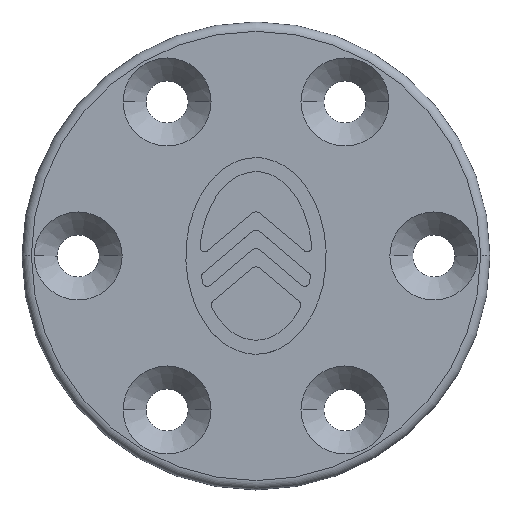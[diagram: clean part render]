
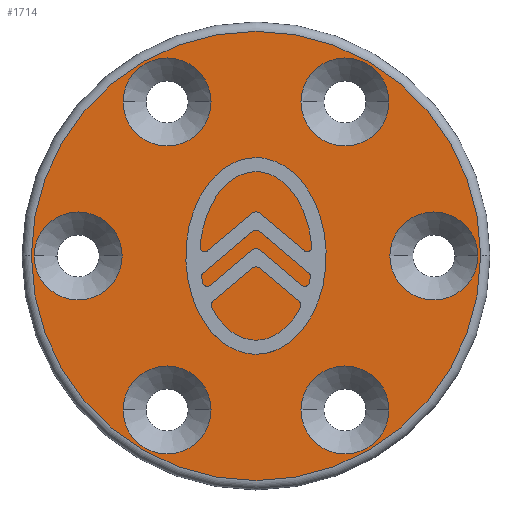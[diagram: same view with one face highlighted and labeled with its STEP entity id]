
A CAD part, top view. The second image highlights one B-rep face of the part: STEP entity #1714.
In plain terms, the highlighted planar face has unit normal (0, 0, 1).
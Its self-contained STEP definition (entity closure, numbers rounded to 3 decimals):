
#3 = FACE_BOUND ( 'NONE', #1387, .T. ) ;
#7 = AXIS2_PLACEMENT_3D ( 'NONE', #1076, #905, #435 ) ;
#18 = DIRECTION ( 'NONE',  ( 0., 0., 1. ) ) ;
#38 = DIRECTION ( 'NONE',  ( 1., 0., 0. ) ) ;
#42 = EDGE_CURVE ( 'NONE', #629, #1866, #1207, .T. ) ;
#62 = ORIENTED_EDGE ( 'NONE', *, *, #880, .T. ) ;
#83 = EDGE_CURVE ( 'NONE', #320, #729, #1025, .T. ) ;
#89 = EDGE_LOOP ( 'NONE', ( #1281, #1521 ) ) ;
#91 = CIRCLE ( 'NONE', #7, 4.7 ) ;
#115 = DIRECTION ( 'NONE',  ( 0., 0., 1. ) ) ;
#131 = VERTEX_POINT ( 'NONE', #288 ) ;
#135 = PLANE ( 'NONE',  #1193 ) ;
#138 = CIRCLE ( 'NONE', #901, 24. ) ;
#171 = CARTESIAN_POINT ( 'NONE',  ( -23.7, 0., 3. ) ) ;
#175 = CIRCLE ( 'NONE', #748, 4.7 ) ;
#177 = CARTESIAN_POINT ( 'NONE',  ( 4.8, 16.454, 3. ) ) ;
#180 = CARTESIAN_POINT ( 'NONE',  ( 14.3, 0., 3. ) ) ;
#184 = CARTESIAN_POINT ( 'NONE',  ( -19., 0., 3. ) ) ;
#194 = ORIENTED_EDGE ( 'NONE', *, *, #1502, .T. ) ;
#205 = AXIS2_PLACEMENT_3D ( 'NONE', #1751, #1004, #1744 ) ;
#214 = DIRECTION ( 'NONE',  ( 0., 0., 1. ) ) ;
#238 = EDGE_CURVE ( 'NONE', #422, #1685, #791, .T. ) ;
#261 = AXIS2_PLACEMENT_3D ( 'NONE', #449, #448, #442 ) ;
#265 = EDGE_LOOP ( 'NONE', ( #1237, #918 ) ) ;
#281 = AXIS2_PLACEMENT_3D ( 'NONE', #1643, #725, #1493 ) ;
#287 = AXIS2_PLACEMENT_3D ( 'NONE', #1000, #1172, #1909 ) ;
#288 = CARTESIAN_POINT ( 'NONE',  ( -24., 0., 3. ) ) ;
#312 = DIRECTION ( 'NONE',  ( 0., 0., 1. ) ) ;
#320 = VERTEX_POINT ( 'NONE', #804 ) ;
#357 = ORIENTED_EDGE ( 'NONE', *, *, #83, .F. ) ;
#383 = EDGE_CURVE ( 'NONE', #978, #1627, #175, .T. ) ;
#397 = AXIS2_PLACEMENT_3D ( 'NONE', #1187, #214, #38 ) ;
#409 = AXIS2_PLACEMENT_3D ( 'NONE', #184, #18, #1132 ) ;
#417 = ORIENTED_EDGE ( 'NONE', *, *, #555, .F. ) ;
#422 = VERTEX_POINT ( 'NONE', #180 ) ;
#435 = DIRECTION ( 'NONE',  ( 1., 0., 0. ) ) ;
#442 = DIRECTION ( 'NONE',  ( 1., 0., 0. ) ) ;
#444 = FACE_BOUND ( 'NONE', #1758, .T. ) ;
#448 = DIRECTION ( 'NONE',  ( 0., 0., 1. ) ) ;
#449 = CARTESIAN_POINT ( 'NONE',  ( -9.5, 16.454, 3. ) ) ;
#479 = DIRECTION ( 'NONE',  ( 1., 0., 0. ) ) ;
#483 = CARTESIAN_POINT ( 'NONE',  ( 23.7, 0., 3. ) ) ;
#489 = CARTESIAN_POINT ( 'NONE',  ( -9.5, -16.454, 3. ) ) ;
#493 = EDGE_CURVE ( 'NONE', #1338, #1583, #1661, .T. ) ;
#538 = EDGE_CURVE ( 'NONE', #729, #320, #1682, .T. ) ;
#548 = FACE_BOUND ( 'NONE', #89, .T. ) ;
#555 = EDGE_CURVE ( 'NONE', #1866, #629, #1637, .T. ) ;
#572 = CARTESIAN_POINT ( 'NONE',  ( -4.8, -16.454, 3. ) ) ;
#577 = DIRECTION ( 'NONE',  ( 1., 0., 0. ) ) ;
#580 = DIRECTION ( 'NONE',  ( 0., 0., 1. ) ) ;
#581 = CIRCLE ( 'NONE', #281, 24. ) ;
#584 = CARTESIAN_POINT ( 'NONE',  ( 9.5, -16.454, 3. ) ) ;
#604 = VERTEX_POINT ( 'NONE', #1056 ) ;
#610 = DIRECTION ( 'NONE',  ( 1., 0., 0. ) ) ;
#629 = VERTEX_POINT ( 'NONE', #1792 ) ;
#663 = CIRCLE ( 'NONE', #409, 4.7 ) ;
#680 = DIRECTION ( 'NONE',  ( 1., 0., 0. ) ) ;
#687 = DIRECTION ( 'NONE',  ( 0., 0., 1. ) ) ;
#697 = VERTEX_POINT ( 'NONE', #171 ) ;
#725 = DIRECTION ( 'NONE',  ( 0., 0., 1. ) ) ;
#729 = VERTEX_POINT ( 'NONE', #793 ) ;
#748 = AXIS2_PLACEMENT_3D ( 'NONE', #489, #1440, #1285 ) ;
#772 = EDGE_LOOP ( 'NONE', ( #1696, #1311 ) ) ;
#784 = DIRECTION ( 'NONE',  ( 1., 0., 0. ) ) ;
#791 = CIRCLE ( 'NONE', #1710, 4.7 ) ;
#793 = CARTESIAN_POINT ( 'NONE',  ( -14.2, 16.454, 3. ) ) ;
#798 = CARTESIAN_POINT ( 'NONE',  ( -19., 0., 3. ) ) ;
#800 = CARTESIAN_POINT ( 'NONE',  ( 0., 0., 3. ) ) ;
#804 = CARTESIAN_POINT ( 'NONE',  ( -4.8, 16.454, 3. ) ) ;
#843 = EDGE_CURVE ( 'NONE', #1583, #1338, #1315, .T. ) ;
#869 = FACE_BOUND ( 'NONE', #772, .T. ) ;
#876 = CARTESIAN_POINT ( 'NONE',  ( 24., 0., 3. ) ) ;
#880 = EDGE_CURVE ( 'NONE', #131, #1226, #581, .T. ) ;
#881 = CARTESIAN_POINT ( 'NONE',  ( 9.5, 16.454, 3. ) ) ;
#901 = AXIS2_PLACEMENT_3D ( 'NONE', #1341, #312, #479 ) ;
#905 = DIRECTION ( 'NONE',  ( 0., 0., 1. ) ) ;
#918 = ORIENTED_EDGE ( 'NONE', *, *, #1080, .F. ) ;
#937 = CARTESIAN_POINT ( 'NONE',  ( 19., 0., 3. ) ) ;
#941 = DIRECTION ( 'NONE',  ( 0., 0., 1. ) ) ;
#954 = CARTESIAN_POINT ( 'NONE',  ( 9.5, 16.454, 3. ) ) ;
#975 = CIRCLE ( 'NONE', #205, 4.7 ) ;
#978 = VERTEX_POINT ( 'NONE', #572 ) ;
#1000 = CARTESIAN_POINT ( 'NONE',  ( -9.5, 16.454, 3. ) ) ;
#1004 = DIRECTION ( 'NONE',  ( 0., 0., 1. ) ) ;
#1025 = CIRCLE ( 'NONE', #261, 4.7 ) ;
#1056 = CARTESIAN_POINT ( 'NONE',  ( -14.3, 0., 3. ) ) ;
#1076 = CARTESIAN_POINT ( 'NONE',  ( -9.5, -16.454, 3. ) ) ;
#1080 = EDGE_CURVE ( 'NONE', #1627, #978, #91, .T. ) ;
#1132 = DIRECTION ( 'NONE',  ( 1., 0., 0. ) ) ;
#1138 = CARTESIAN_POINT ( 'NONE',  ( 4.8, -16.454, 3. ) ) ;
#1153 = EDGE_LOOP ( 'NONE', ( #194, #62 ) ) ;
#1172 = DIRECTION ( 'NONE',  ( 0., 0., 1. ) ) ;
#1187 = CARTESIAN_POINT ( 'NONE',  ( 9.5, -16.454, 3. ) ) ;
#1193 = AXIS2_PLACEMENT_3D ( 'NONE', #800, #115, #1254 ) ;
#1207 = CIRCLE ( 'NONE', #1848, 4.7 ) ;
#1226 = VERTEX_POINT ( 'NONE', #876 ) ;
#1237 = ORIENTED_EDGE ( 'NONE', *, *, #383, .F. ) ;
#1238 = ORIENTED_EDGE ( 'NONE', *, *, #1548, .F. ) ;
#1242 = FACE_OUTER_BOUND ( 'NONE', #1153, .T. ) ;
#1254 = DIRECTION ( 'NONE',  ( 1., 0., 0. ) ) ;
#1269 = EDGE_CURVE ( 'NONE', #1685, #422, #975, .T. ) ;
#1281 = ORIENTED_EDGE ( 'NONE', *, *, #843, .F. ) ;
#1285 = DIRECTION ( 'NONE',  ( 1., 0., 0. ) ) ;
#1303 = EDGE_LOOP ( 'NONE', ( #357, #1826 ) ) ;
#1311 = ORIENTED_EDGE ( 'NONE', *, *, #238, .F. ) ;
#1315 = CIRCLE ( 'NONE', #1667, 4.7 ) ;
#1334 = AXIS2_PLACEMENT_3D ( 'NONE', #798, #687, #680 ) ;
#1338 = VERTEX_POINT ( 'NONE', #177 ) ;
#1341 = CARTESIAN_POINT ( 'NONE',  ( 0., 0., 3. ) ) ;
#1363 = ORIENTED_EDGE ( 'NONE', *, *, #1801, .F. ) ;
#1373 = DIRECTION ( 'NONE',  ( 0., 0., 1. ) ) ;
#1387 = EDGE_LOOP ( 'NONE', ( #1941, #417 ) ) ;
#1440 = DIRECTION ( 'NONE',  ( 0., 0., 1. ) ) ;
#1493 = DIRECTION ( 'NONE',  ( 1., 0., 0. ) ) ;
#1502 = EDGE_CURVE ( 'NONE', #1226, #131, #138, .T. ) ;
#1521 = ORIENTED_EDGE ( 'NONE', *, *, #493, .F. ) ;
#1548 = EDGE_CURVE ( 'NONE', #697, #604, #1658, .T. ) ;
#1577 = AXIS2_PLACEMENT_3D ( 'NONE', #881, #1373, #1767 ) ;
#1583 = VERTEX_POINT ( 'NONE', #1843 ) ;
#1627 = VERTEX_POINT ( 'NONE', #2032 ) ;
#1636 = FACE_BOUND ( 'NONE', #1303, .T. ) ;
#1637 = CIRCLE ( 'NONE', #397, 4.7 ) ;
#1643 = CARTESIAN_POINT ( 'NONE',  ( 0., 0., 3. ) ) ;
#1658 = CIRCLE ( 'NONE', #1334, 4.7 ) ;
#1661 = CIRCLE ( 'NONE', #1577, 4.7 ) ;
#1667 = AXIS2_PLACEMENT_3D ( 'NONE', #954, #941, #784 ) ;
#1682 = CIRCLE ( 'NONE', #287, 4.7 ) ;
#1685 = VERTEX_POINT ( 'NONE', #483 ) ;
#1696 = ORIENTED_EDGE ( 'NONE', *, *, #1269, .F. ) ;
#1710 = AXIS2_PLACEMENT_3D ( 'NONE', #937, #1841, #610 ) ;
#1714 = ADVANCED_FACE ( 'NONE', ( #1731, #3, #869, #548, #1636, #444, #1242 ), #135, .T. ) ;
#1731 = FACE_BOUND ( 'NONE', #265, .T. ) ;
#1744 = DIRECTION ( 'NONE',  ( 1., 0., 0. ) ) ;
#1751 = CARTESIAN_POINT ( 'NONE',  ( 19., 0., 3. ) ) ;
#1758 = EDGE_LOOP ( 'NONE', ( #1363, #1238 ) ) ;
#1767 = DIRECTION ( 'NONE',  ( 1., 0., 0. ) ) ;
#1792 = CARTESIAN_POINT ( 'NONE',  ( 14.2, -16.454, 3. ) ) ;
#1801 = EDGE_CURVE ( 'NONE', #604, #697, #663, .T. ) ;
#1826 = ORIENTED_EDGE ( 'NONE', *, *, #538, .F. ) ;
#1841 = DIRECTION ( 'NONE',  ( 0., 0., 1. ) ) ;
#1843 = CARTESIAN_POINT ( 'NONE',  ( 14.2, 16.454, 3. ) ) ;
#1848 = AXIS2_PLACEMENT_3D ( 'NONE', #584, #580, #577 ) ;
#1866 = VERTEX_POINT ( 'NONE', #1138 ) ;
#1909 = DIRECTION ( 'NONE',  ( 1., 0., 0. ) ) ;
#1941 = ORIENTED_EDGE ( 'NONE', *, *, #42, .F. ) ;
#2032 = CARTESIAN_POINT ( 'NONE',  ( -14.2, -16.454, 3. ) ) ;
